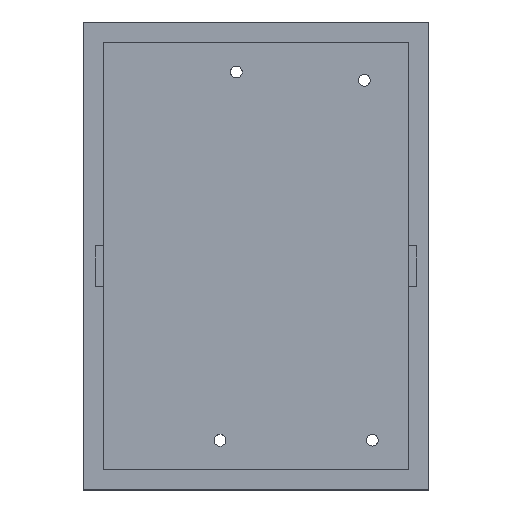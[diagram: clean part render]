
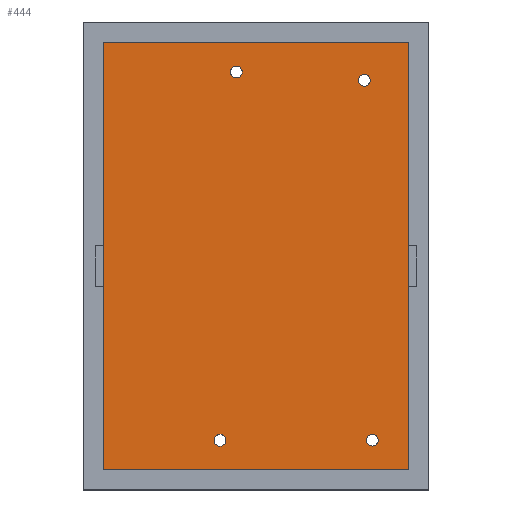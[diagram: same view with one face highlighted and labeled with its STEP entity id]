
A CAD part, top view. The second image highlights one B-rep face of the part: STEP entity #444.
In plain terms, the highlighted planar face has unit normal (0, 0, 1).
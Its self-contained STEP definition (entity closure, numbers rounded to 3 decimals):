
#23=CIRCLE('',#486,1.45);
#24=CIRCLE('',#487,1.45);
#25=CIRCLE('',#488,1.45);
#26=CIRCLE('',#489,1.45);
#32=FACE_BOUND('',#75,.T.);
#33=FACE_BOUND('',#76,.T.);
#34=FACE_BOUND('',#77,.T.);
#35=FACE_BOUND('',#78,.T.);
#46=FACE_OUTER_BOUND('',#74,.T.);
#74=EDGE_LOOP('',(#351,#352,#353,#354));
#75=EDGE_LOOP('',(#355));
#76=EDGE_LOOP('',(#356));
#77=EDGE_LOOP('',(#357));
#78=EDGE_LOOP('',(#358));
#127=LINE('',#704,#179);
#128=LINE('',#706,#180);
#129=LINE('',#708,#181);
#130=LINE('',#709,#182);
#179=VECTOR('',#570,10.);
#180=VECTOR('',#571,10.);
#181=VECTOR('',#572,10.);
#182=VECTOR('',#573,10.);
#227=VERTEX_POINT('',#702);
#228=VERTEX_POINT('',#703);
#229=VERTEX_POINT('',#705);
#230=VERTEX_POINT('',#707);
#231=VERTEX_POINT('',#710);
#232=VERTEX_POINT('',#712);
#233=VERTEX_POINT('',#714);
#234=VERTEX_POINT('',#716);
#275=EDGE_CURVE('',#227,#228,#127,.T.);
#276=EDGE_CURVE('',#228,#229,#128,.T.);
#277=EDGE_CURVE('',#229,#230,#129,.T.);
#278=EDGE_CURVE('',#230,#227,#130,.T.);
#279=EDGE_CURVE('',#231,#231,#23,.T.);
#280=EDGE_CURVE('',#232,#232,#24,.T.);
#281=EDGE_CURVE('',#233,#233,#25,.T.);
#282=EDGE_CURVE('',#234,#234,#26,.T.);
#351=ORIENTED_EDGE('',*,*,#275,.T.);
#352=ORIENTED_EDGE('',*,*,#276,.T.);
#353=ORIENTED_EDGE('',*,*,#277,.T.);
#354=ORIENTED_EDGE('',*,*,#278,.T.);
#355=ORIENTED_EDGE('',*,*,#279,.T.);
#356=ORIENTED_EDGE('',*,*,#280,.T.);
#357=ORIENTED_EDGE('',*,*,#281,.T.);
#358=ORIENTED_EDGE('',*,*,#282,.T.);
#425=PLANE('',#485);
#444=ADVANCED_FACE('',(#46,#32,#33,#34,#35),#425,.T.);
#485=AXIS2_PLACEMENT_3D('',#701,#568,#569);
#486=AXIS2_PLACEMENT_3D('',#711,#574,#575);
#487=AXIS2_PLACEMENT_3D('',#713,#576,#577);
#488=AXIS2_PLACEMENT_3D('',#715,#578,#579);
#489=AXIS2_PLACEMENT_3D('',#717,#580,#581);
#568=DIRECTION('center_axis',(0.,0.,1.));
#569=DIRECTION('ref_axis',(1.,0.,0.));
#570=DIRECTION('',(1.,0.,0.));
#571=DIRECTION('',(0.,1.,0.));
#572=DIRECTION('',(-1.,0.,0.));
#573=DIRECTION('',(0.,-1.,0.));
#574=DIRECTION('center_axis',(0.,0.,-1.));
#575=DIRECTION('ref_axis',(1.,0.,0.));
#576=DIRECTION('center_axis',(0.,0.,-1.));
#577=DIRECTION('ref_axis',(1.,0.,0.));
#578=DIRECTION('center_axis',(0.,0.,-1.));
#579=DIRECTION('ref_axis',(1.,0.,0.));
#580=DIRECTION('center_axis',(0.,0.,-1.));
#581=DIRECTION('ref_axis',(1.,0.,0.));
#701=CARTESIAN_POINT('Origin',(37.5,52.5,0.));
#702=CARTESIAN_POINT('',(0.,0.,0.));
#703=CARTESIAN_POINT('',(75.,0.,0.));
#704=CARTESIAN_POINT('',(56.25,0.,0.));
#705=CARTESIAN_POINT('',(75.,105.,0.));
#706=CARTESIAN_POINT('',(75.,78.75,0.));
#707=CARTESIAN_POINT('',(0.,105.,0.));
#708=CARTESIAN_POINT('',(18.75,105.,0.));
#709=CARTESIAN_POINT('',(0.,26.25,0.));
#710=CARTESIAN_POINT('',(62.645,95.705,0.));
#711=CARTESIAN_POINT('Origin',(64.095,95.705,0.));
#712=CARTESIAN_POINT('',(64.669,7.243,0.));
#713=CARTESIAN_POINT('Origin',(66.119,7.243,0.));
#714=CARTESIAN_POINT('',(31.199,97.722,0.));
#715=CARTESIAN_POINT('Origin',(32.649,97.722,0.));
#716=CARTESIAN_POINT('',(27.199,7.216,0.));
#717=CARTESIAN_POINT('Origin',(28.649,7.216,0.));
